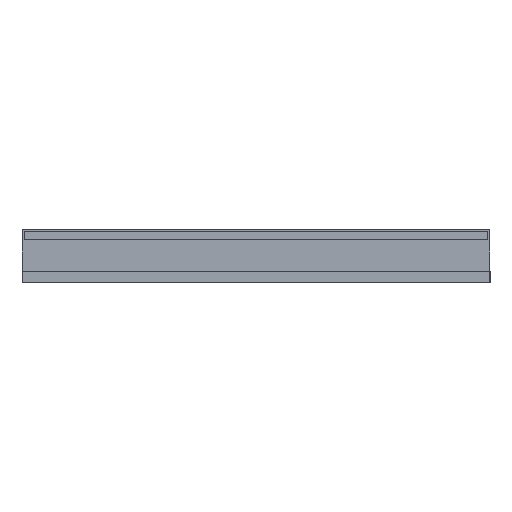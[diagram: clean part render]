
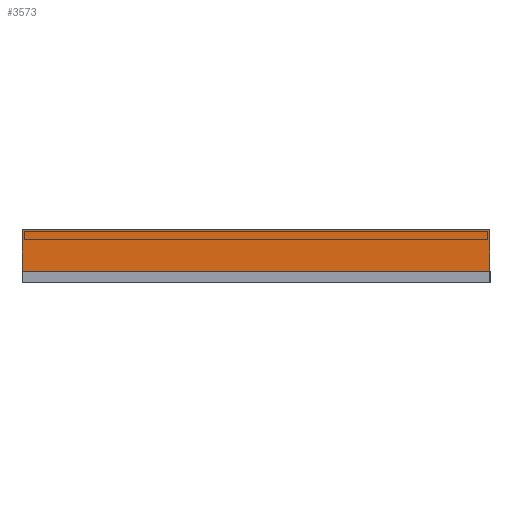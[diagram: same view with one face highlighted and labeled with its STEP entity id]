
A CAD part, left-side view. The second image highlights one B-rep face of the part: STEP entity #3573.
In plain terms, the highlighted planar face has unit normal (-1, 0, 0).
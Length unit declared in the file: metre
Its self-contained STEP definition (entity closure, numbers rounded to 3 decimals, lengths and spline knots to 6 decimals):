
#254=PLANE('',#3847);
#369=LINE('',#5104,#682);
#400=LINE('',#5314,#713);
#553=LINE('',#6243,#866);
#555=LINE('',#6247,#868);
#682=VECTOR('',#4094,1.);
#713=VECTOR('',#4171,1.);
#866=VECTOR('',#4584,1.);
#868=VECTOR('',#4590,1.);
#1869=ORIENTED_EDGE('',*,*,#2411,.T.);
#1870=ORIENTED_EDGE('',*,*,#2413,.F.);
#1871=ORIENTED_EDGE('',*,*,#2092,.F.);
#1872=ORIENTED_EDGE('',*,*,#2172,.T.);
#2092=EDGE_CURVE('',#2583,#2585,#369,.T.);
#2172=EDGE_CURVE('',#2583,#2658,#400,.T.);
#2411=EDGE_CURVE('',#2658,#2765,#553,.T.);
#2413=EDGE_CURVE('',#2585,#2765,#555,.T.);
#2583=VERTEX_POINT('',#5102);
#2585=VERTEX_POINT('',#5105);
#2658=VERTEX_POINT('',#5312);
#2765=VERTEX_POINT('',#6242);
#3112=EDGE_LOOP('',(#1869,#1870,#1871,#1872));
#3331=FACE_BOUND('',#3112,.T.);
#3573=ADVANCED_FACE('',(#3331),#254,.F.);
#3847=AXIS2_PLACEMENT_3D('',#6248,#4591,#4592);
#4094=DIRECTION('',(0.,-1.,0.));
#4171=DIRECTION('',(0.,0.,-1.));
#4584=DIRECTION('',(0.,-1.,0.));
#4590=DIRECTION('',(0.,0.,-1.));
#4591=DIRECTION('',(1.,0.,0.));
#4592=DIRECTION('',(0.,1.,0.));
#5102=CARTESIAN_POINT('',(0.,0.,0.0012));
#5104=CARTESIAN_POINT('',(0.,-0.0053,0.0012));
#5105=CARTESIAN_POINT('',(0.,-0.0106,0.0012));
#5312=CARTESIAN_POINT('',(0.,0.,0.00025));
#5314=CARTESIAN_POINT('',(0.,0.,0.0012));
#6242=CARTESIAN_POINT('',(0.,-0.0106,0.00025));
#6243=CARTESIAN_POINT('',(0.,-0.0053,0.00025));
#6247=CARTESIAN_POINT('',(0.,-0.0106,0.0012));
#6248=CARTESIAN_POINT('',(0.,-0.0053,0.0012));
